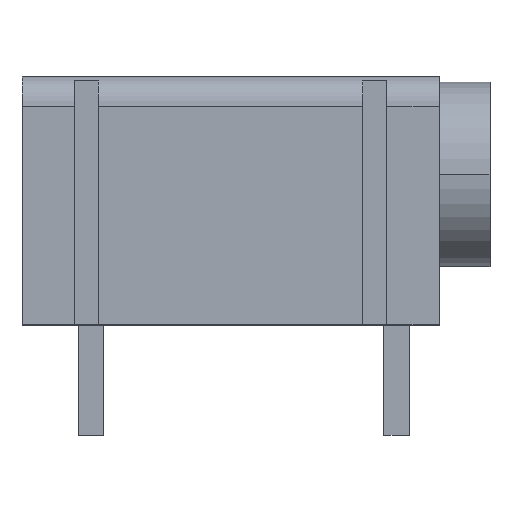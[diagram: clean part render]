
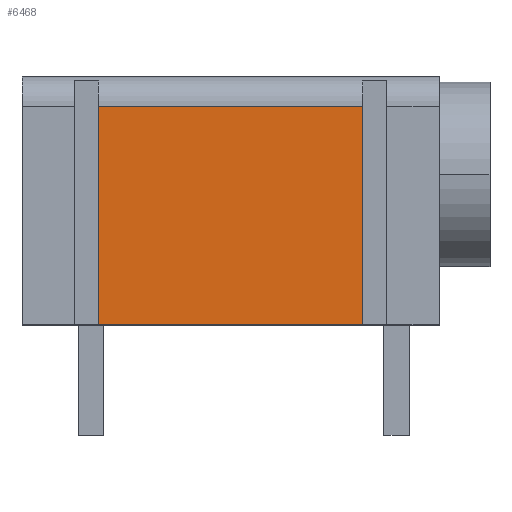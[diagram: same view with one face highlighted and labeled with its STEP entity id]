
A CAD part, top view. The second image highlights one B-rep face of the part: STEP entity #6468.
In plain terms, the highlighted planar face has unit normal (0, 0, 1).
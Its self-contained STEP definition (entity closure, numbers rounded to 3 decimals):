
#97 = ORIENTED_EDGE ( 'NONE', *, *, #1220, .F. ) ;
#578 = PLANE ( 'NONE',  #4899 ) ;
#1021 = CARTESIAN_POINT ( 'NONE',  ( 3.8, 12.4, 0. ) ) ;
#1161 = DIRECTION ( 'NONE',  ( -1., 0., 0. ) ) ;
#1220 = EDGE_CURVE ( 'NONE', #2739, #5985, #6463, .T. ) ;
#1366 = CARTESIAN_POINT ( 'NONE',  ( 3.8, 0., 0. ) ) ;
#1659 = DIRECTION ( 'NONE',  ( 1., 0., 0. ) ) ;
#1712 = ORIENTED_EDGE ( 'NONE', *, *, #1898, .F. ) ;
#1898 = EDGE_CURVE ( 'NONE', #6162, #5098, #5517, .T. ) ;
#2133 = DIRECTION ( 'NONE',  ( 0., -1., 0. ) ) ;
#2491 = CARTESIAN_POINT ( 'NONE',  ( 17.02, 12.4, 0. ) ) ;
#2494 = ORIENTED_EDGE ( 'NONE', *, *, #4752, .T. ) ;
#2739 = VERTEX_POINT ( 'NONE', #6528 ) ;
#2766 = VECTOR ( 'NONE', #3945, 1000. ) ;
#3253 = EDGE_CURVE ( 'NONE', #5098, #2739, #3273, .T. ) ;
#3273 = LINE ( 'NONE', #7165, #4205 ) ;
#3558 = VECTOR ( 'NONE', #2133, 1000. ) ;
#3945 = DIRECTION ( 'NONE',  ( 0., 1., 0. ) ) ;
#3998 = CARTESIAN_POINT ( 'NONE',  ( 17.02, 0., 0. ) ) ;
#4204 = CARTESIAN_POINT ( 'NONE',  ( 3.8, 10.9, 0. ) ) ;
#4205 = VECTOR ( 'NONE', #1659, 1000. ) ;
#4516 = DIRECTION ( 'NONE',  ( 0., 0., -1. ) ) ;
#4619 = CARTESIAN_POINT ( 'NONE',  ( 0., 0., 0. ) ) ;
#4702 = VECTOR ( 'NONE', #6795, 1000. ) ;
#4752 = EDGE_CURVE ( 'NONE', #6162, #5985, #6674, .T. ) ;
#4899 = AXIS2_PLACEMENT_3D ( 'NONE', #6694, #4516, #1161 ) ;
#5098 = VERTEX_POINT ( 'NONE', #4204 ) ;
#5517 = LINE ( 'NONE', #1021, #2766 ) ;
#5531 = FACE_OUTER_BOUND ( 'NONE', #5936, .T. ) ;
#5552 = ORIENTED_EDGE ( 'NONE', *, *, #3253, .F. ) ;
#5936 = EDGE_LOOP ( 'NONE', ( #5552, #1712, #2494, #97 ) ) ;
#5985 = VERTEX_POINT ( 'NONE', #3998 ) ;
#6162 = VERTEX_POINT ( 'NONE', #1366 ) ;
#6463 = LINE ( 'NONE', #2491, #3558 ) ;
#6468 = ADVANCED_FACE ( 'NONE', ( #5531 ), #578, .F. ) ;
#6528 = CARTESIAN_POINT ( 'NONE',  ( 17.02, 10.9, 0. ) ) ;
#6674 = LINE ( 'NONE', #4619, #4702 ) ;
#6694 = CARTESIAN_POINT ( 'NONE',  ( 3.8, 12.4, 0. ) ) ;
#6795 = DIRECTION ( 'NONE',  ( 1., 0., 0. ) ) ;
#7165 = CARTESIAN_POINT ( 'NONE',  ( 3.8, 10.9, 0. ) ) ;
